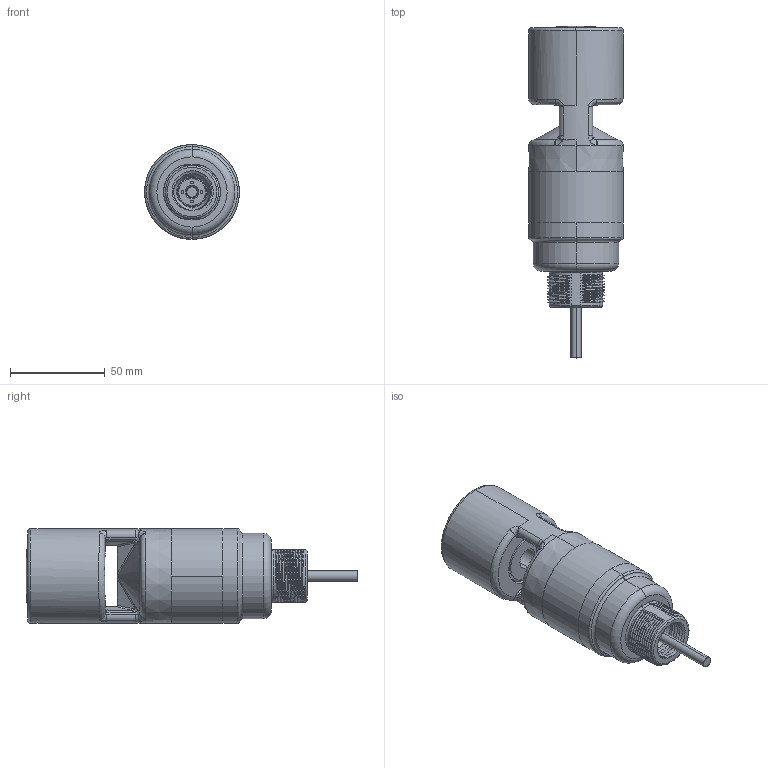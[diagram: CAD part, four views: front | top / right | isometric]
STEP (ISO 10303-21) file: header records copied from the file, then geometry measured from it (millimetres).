
FILE_DESCRIPTION((''),'2;1');
FILE_NAME('169556_ASM','2013-03-14T',('pdmadmin'),(''),'PRO/ENGINEER BY PARAMETRIC TECHNOLOGY CORPORATION, 2012300','PRO/ENGINEER BY PARAMETRIC TECHNOLOGY CORPORATION, 2012300','');
FILE_SCHEMA(('CONFIG_CONTROL_DESIGN'));
Products named in the file (11): 168245; 168246; 168302; 140412_GENERIC; 140427; 168401; 140410_GENERIC; 62676; 62677; CABLE_215; 169556_ASM
Assembly tree (10 placements, depth 2):
  169556_ASM
    168245
    168246
    168302
    140412_GENERIC
    140427
    168401
    140410_GENERIC
    62676
    62677
    CABLE_215
Bounding box: 50 x 175.02 x 50 mm (x, y, z)
Volume: 101541.8 mm3; surface area: 80172 mm2
Topology: 10 solids, 10 shells, 1074 faces, 2785 edges, 1772 vertices
Faces by surface type: plane 334, bspline 307, cylinder 271, cone 92, torus 68, sphere 2
Entity records: 83573 total; most frequent: CARTESIAN_POINT 59468, ORIENTED_EDGE 5562, DIRECTION 4140, EDGE_CURVE 2781, VERTEX_POINT 1772, AXIS2_PLACEMENT_3D 1575, EDGE_LOOP 1139, FACE_OUTER_BOUND 1074
